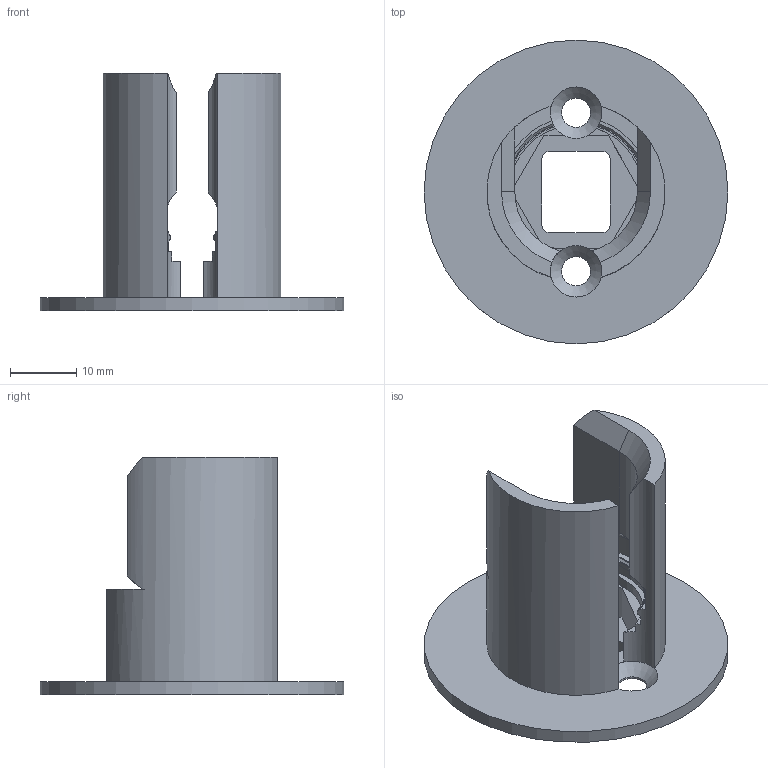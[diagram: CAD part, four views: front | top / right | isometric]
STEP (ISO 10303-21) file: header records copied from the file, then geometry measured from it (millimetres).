
FILE_DESCRIPTION(/* description */ (''),/* implementation_level */ '2;1');
FILE_NAME(/* name */ 'Valve coupler.step',/* time_stamp */ '2025-12-19T21:53:33Z',/* author */ (''),/* organization */ (''),/* preprocessor_version */ 'ST-DEVELOPER v20.1',/* originating_system */ 'Autodesk Translation Framework v14.21.0.0',/* authorisation */ '');
FILE_SCHEMA (('AUTOMOTIVE_DESIGN { 1 0 10303 214 3 1 1 }'));
Length unit declared in the file: millimetre
Products named in the file (1): Valve coupler
Bounding box: 46 x 46 x 36 mm (x, y, z)
Volume: 8964.3 mm3; surface area: 7645.7 mm2
Topology: 1 solids, 1 shells, 74 faces, 204 edges, 131 vertices
Faces by surface type: plane 37, cylinder 25, cone 10, torus 2
Full cylindrical faces by diameter (mm): 4.4 x2, 46 x1
Entity records: 2470 total; most frequent: CARTESIAN_POINT 482, DIRECTION 435, ORIENTED_EDGE 408, EDGE_CURVE 204, AXIS2_PLACEMENT_3D 172, VERTEX_POINT 131, CIRCLE 93, LINE 91
